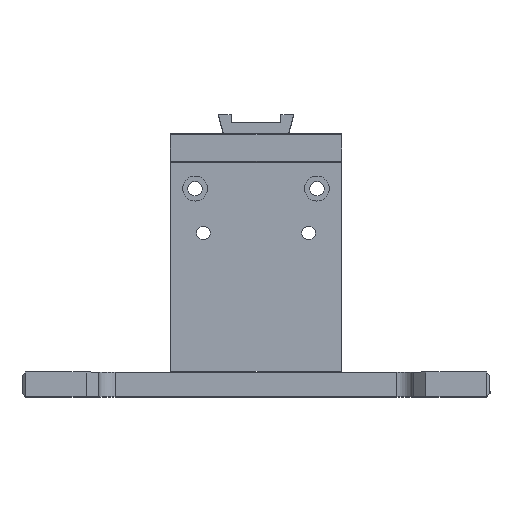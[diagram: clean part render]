
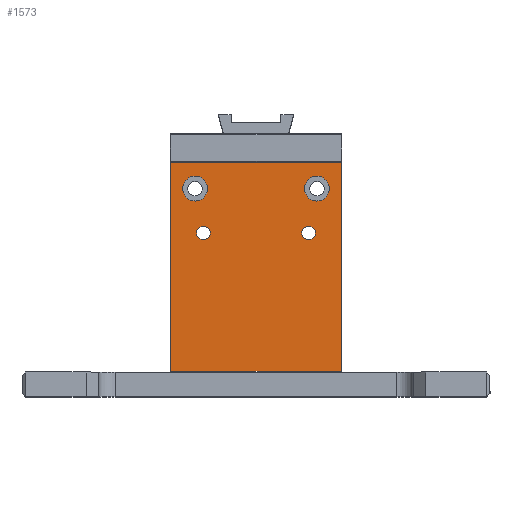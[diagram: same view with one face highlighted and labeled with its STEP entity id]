
A CAD part, top view. The second image highlights one B-rep face of the part: STEP entity #1573.
In plain terms, the highlighted planar face has unit normal (0, 0, 1).
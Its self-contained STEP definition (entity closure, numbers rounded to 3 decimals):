
#18 = AXIS2_PLACEMENT_3D ( 'NONE', #4279, #2865, #4295 ) ;
#68 = VERTEX_POINT ( 'NONE', #2484 ) ;
#93 = DIRECTION ( 'NONE',  ( 0., 0., 1. ) ) ;
#176 = DIRECTION ( 'NONE',  ( 0., 0., 1. ) ) ;
#181 = FACE_BOUND ( 'NONE', #476, .T. ) ;
#210 = CARTESIAN_POINT ( 'NONE',  ( -7.69, 116.649, 85.018 ) ) ;
#231 = ORIENTED_EDGE ( 'NONE', *, *, #1126, .T. ) ;
#306 = CARTESIAN_POINT ( 'NONE',  ( -7.34, 127.349, 85.018 ) ) ;
#310 = VECTOR ( 'NONE', #2758, 1000. ) ;
#338 = VERTEX_POINT ( 'NONE', #3869 ) ;
#339 = EDGE_CURVE ( 'NONE', #2833, #68, #3859, .T. ) ;
#340 = DIRECTION ( 'NONE',  ( 0., 0., 1. ) ) ;
#403 = EDGE_CURVE ( 'NONE', #3209, #3179, #4496, .T. ) ;
#476 = EDGE_LOOP ( 'NONE', ( #4436, #3397 ) ) ;
#502 = CARTESIAN_POINT ( 'NONE',  ( -9.34, 116.649, 85.018 ) ) ;
#535 = FACE_BOUND ( 'NONE', #4054, .T. ) ;
#597 = AXIS2_PLACEMENT_3D ( 'NONE', #306, #2818, #4329 ) ;
#635 = VERTEX_POINT ( 'NONE', #791 ) ;
#737 = EDGE_LOOP ( 'NONE', ( #868, #231, #4204, #3603 ) ) ;
#762 = ORIENTED_EDGE ( 'NONE', *, *, #2184, .F. ) ;
#791 = CARTESIAN_POINT ( 'NONE',  ( -10.34, 127.349, 85.018 ) ) ;
#800 = EDGE_CURVE ( 'NONE', #4056, #2015, #2235, .T. ) ;
#859 = CARTESIAN_POINT ( 'NONE',  ( -36.74, 127.349, 85.018 ) ) ;
#868 = ORIENTED_EDGE ( 'NONE', *, *, #800, .T. ) ;
#869 = CARTESIAN_POINT ( 'NONE',  ( -42.59, 83.249, 85.018 ) ) ;
#878 = ORIENTED_EDGE ( 'NONE', *, *, #1657, .F. ) ;
#886 = CIRCLE ( 'NONE', #597, 3. ) ;
#898 = AXIS2_PLACEMENT_3D ( 'NONE', #1333, #3501, #1668 ) ;
#1042 = CARTESIAN_POINT ( 'NONE',  ( -1.29, 83.249, 85.018 ) ) ;
#1057 = EDGE_CURVE ( 'NONE', #1140, #1422, #2225, .T. ) ;
#1072 = EDGE_LOOP ( 'NONE', ( #4424, #762 ) ) ;
#1126 = EDGE_CURVE ( 'NONE', #2015, #3209, #1389, .T. ) ;
#1140 = VERTEX_POINT ( 'NONE', #210 ) ;
#1148 = FACE_OUTER_BOUND ( 'NONE', #737, .T. ) ;
#1266 = DIRECTION ( 'NONE',  ( 0., 0., 1. ) ) ;
#1333 = CARTESIAN_POINT ( 'NONE',  ( -36.74, 127.349, 85.018 ) ) ;
#1381 = DIRECTION ( 'NONE',  ( 1., 0., 0. ) ) ;
#1389 = LINE ( 'NONE', #2014, #310 ) ;
#1409 = VERTEX_POINT ( 'NONE', #4278 ) ;
#1422 = VERTEX_POINT ( 'NONE', #2375 ) ;
#1437 = VECTOR ( 'NONE', #3645, 1000. ) ;
#1520 = AXIS2_PLACEMENT_3D ( 'NONE', #502, #2266, #3021 ) ;
#1532 = DIRECTION ( 'NONE',  ( 0., 0., 1. ) ) ;
#1573 = ADVANCED_FACE ( 'NONE', ( #1148, #1933, #181, #2450, #535 ), #2474, .T. ) ;
#1635 = DIRECTION ( 'NONE',  ( 1., 0., 0. ) ) ;
#1657 = EDGE_CURVE ( 'NONE', #3936, #635, #4710, .T. ) ;
#1668 = DIRECTION ( 'NONE',  ( 1., 0., 0. ) ) ;
#1742 = CARTESIAN_POINT ( 'NONE',  ( -33.74, 127.349, 85.018 ) ) ;
#1817 = AXIS2_PLACEMENT_3D ( 'NONE', #3803, #176, #1635 ) ;
#1933 = FACE_BOUND ( 'NONE', #3730, .T. ) ;
#1950 = CIRCLE ( 'NONE', #1520, 1.65 ) ;
#1972 = AXIS2_PLACEMENT_3D ( 'NONE', #859, #93, #4500 ) ;
#1976 = CARTESIAN_POINT ( 'NONE',  ( -1.49, 133.549, 85.018 ) ) ;
#2014 = CARTESIAN_POINT ( 'NONE',  ( -42.59, 83.049, 85.018 ) ) ;
#2015 = VERTEX_POINT ( 'NONE', #3834 ) ;
#2055 = AXIS2_PLACEMENT_3D ( 'NONE', #4359, #340, #4737 ) ;
#2184 = EDGE_CURVE ( 'NONE', #68, #2833, #4010, .T. ) ;
#2225 = CIRCLE ( 'NONE', #1817, 1.65 ) ;
#2235 = LINE ( 'NONE', #4262, #2569 ) ;
#2266 = DIRECTION ( 'NONE',  ( 0., 0., 1. ) ) ;
#2375 = CARTESIAN_POINT ( 'NONE',  ( -10.99, 116.649, 85.018 ) ) ;
#2450 = FACE_BOUND ( 'NONE', #1072, .T. ) ;
#2474 = PLANE ( 'NONE',  #18 ) ;
#2484 = CARTESIAN_POINT ( 'NONE',  ( -39.74, 127.349, 85.018 ) ) ;
#2489 = EDGE_CURVE ( 'NONE', #3179, #4056, #3674, .T. ) ;
#2493 = AXIS2_PLACEMENT_3D ( 'NONE', #3082, #1266, #2728 ) ;
#2524 = VECTOR ( 'NONE', #1381, 1000. ) ;
#2556 = ORIENTED_EDGE ( 'NONE', *, *, #3999, .F. ) ;
#2569 = VECTOR ( 'NONE', #3864, 1000. ) ;
#2578 = CARTESIAN_POINT ( 'NONE',  ( -4.34, 127.349, 85.018 ) ) ;
#2628 = DIRECTION ( 'NONE',  ( 1., 0., 0. ) ) ;
#2728 = DIRECTION ( 'NONE',  ( 1., 0., 0. ) ) ;
#2752 = CIRCLE ( 'NONE', #3795, 1.65 ) ;
#2758 = DIRECTION ( 'NONE',  ( 0., -1., 0. ) ) ;
#2818 = DIRECTION ( 'NONE',  ( 0., 0., 1. ) ) ;
#2833 = VERTEX_POINT ( 'NONE', #1742 ) ;
#2865 = DIRECTION ( 'NONE',  ( 0., 0., 1. ) ) ;
#3021 = DIRECTION ( 'NONE',  ( 1., 0., 0. ) ) ;
#3071 = EDGE_CURVE ( 'NONE', #338, #1409, #4324, .T. ) ;
#3082 = CARTESIAN_POINT ( 'NONE',  ( -34.74, 116.649, 85.018 ) ) ;
#3179 = VERTEX_POINT ( 'NONE', #3994 ) ;
#3209 = VERTEX_POINT ( 'NONE', #869 ) ;
#3230 = ORIENTED_EDGE ( 'NONE', *, *, #3071, .F. ) ;
#3397 = ORIENTED_EDGE ( 'NONE', *, *, #3497, .F. ) ;
#3497 = EDGE_CURVE ( 'NONE', #1422, #1140, #1950, .T. ) ;
#3501 = DIRECTION ( 'NONE',  ( 0., 0., 1. ) ) ;
#3603 = ORIENTED_EDGE ( 'NONE', *, *, #2489, .T. ) ;
#3645 = DIRECTION ( 'NONE',  ( 0., 1., 0. ) ) ;
#3674 = LINE ( 'NONE', #4693, #1437 ) ;
#3730 = EDGE_LOOP ( 'NONE', ( #3230, #2556 ) ) ;
#3795 = AXIS2_PLACEMENT_3D ( 'NONE', #4122, #1532, #2628 ) ;
#3803 = CARTESIAN_POINT ( 'NONE',  ( -9.34, 116.649, 85.018 ) ) ;
#3834 = CARTESIAN_POINT ( 'NONE',  ( -42.59, 133.549, 85.018 ) ) ;
#3859 = CIRCLE ( 'NONE', #898, 3. ) ;
#3864 = DIRECTION ( 'NONE',  ( -1., 0., 0. ) ) ;
#3869 = CARTESIAN_POINT ( 'NONE',  ( -33.09, 116.649, 85.018 ) ) ;
#3936 = VERTEX_POINT ( 'NONE', #2578 ) ;
#3994 = CARTESIAN_POINT ( 'NONE',  ( -1.49, 83.249, 85.018 ) ) ;
#3999 = EDGE_CURVE ( 'NONE', #1409, #338, #2752, .T. ) ;
#4010 = CIRCLE ( 'NONE', #1972, 3. ) ;
#4054 = EDGE_LOOP ( 'NONE', ( #878, #4698 ) ) ;
#4056 = VERTEX_POINT ( 'NONE', #1976 ) ;
#4122 = CARTESIAN_POINT ( 'NONE',  ( -34.74, 116.649, 85.018 ) ) ;
#4141 = EDGE_CURVE ( 'NONE', #635, #3936, #886, .T. ) ;
#4204 = ORIENTED_EDGE ( 'NONE', *, *, #403, .T. ) ;
#4262 = CARTESIAN_POINT ( 'NONE',  ( -42.79, 133.549, 85.018 ) ) ;
#4278 = CARTESIAN_POINT ( 'NONE',  ( -36.39, 116.649, 85.018 ) ) ;
#4279 = CARTESIAN_POINT ( 'NONE',  ( -22.04, 108.399, 85.018 ) ) ;
#4295 = DIRECTION ( 'NONE',  ( 1., 0., 0. ) ) ;
#4324 = CIRCLE ( 'NONE', #2493, 1.65 ) ;
#4329 = DIRECTION ( 'NONE',  ( 1., 0., 0. ) ) ;
#4359 = CARTESIAN_POINT ( 'NONE',  ( -7.34, 127.349, 85.018 ) ) ;
#4424 = ORIENTED_EDGE ( 'NONE', *, *, #339, .F. ) ;
#4436 = ORIENTED_EDGE ( 'NONE', *, *, #1057, .F. ) ;
#4496 = LINE ( 'NONE', #1042, #2524 ) ;
#4500 = DIRECTION ( 'NONE',  ( 1., 0., 0. ) ) ;
#4693 = CARTESIAN_POINT ( 'NONE',  ( -1.49, 133.749, 85.018 ) ) ;
#4698 = ORIENTED_EDGE ( 'NONE', *, *, #4141, .F. ) ;
#4710 = CIRCLE ( 'NONE', #2055, 3. ) ;
#4737 = DIRECTION ( 'NONE',  ( 1., 0., 0. ) ) ;
